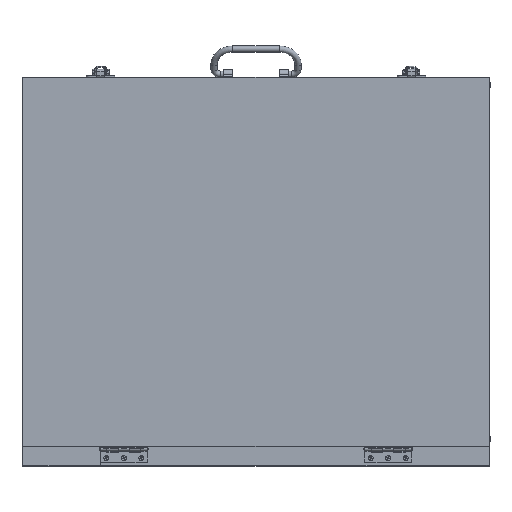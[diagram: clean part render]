
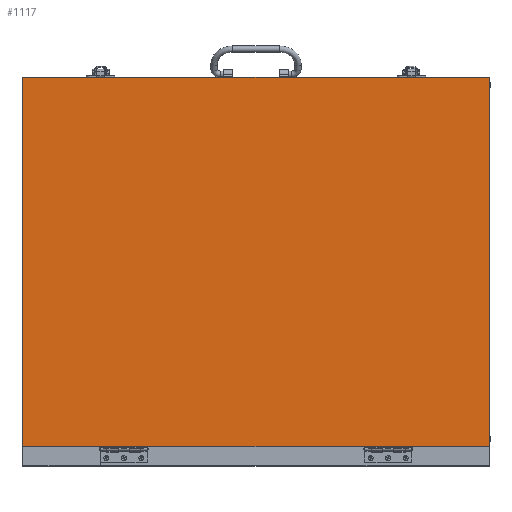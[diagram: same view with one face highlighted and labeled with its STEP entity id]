
A CAD part, top view. The second image highlights one B-rep face of the part: STEP entity #1117.
In plain terms, the highlighted planar face has unit normal (0, 0, 1).
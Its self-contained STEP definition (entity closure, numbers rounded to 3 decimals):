
#1008 = VERTEX_POINT('',#1009);
#1009 = CARTESIAN_POINT('',(300.,250.,58.));
#1015 = EDGE_CURVE('',#1016,#1008,#1018,.T.);
#1016 = VERTEX_POINT('',#1017);
#1017 = CARTESIAN_POINT('',(300.,-225.,58.));
#1018 = LINE('',#1019,#1020);
#1019 = CARTESIAN_POINT('',(300.,-225.,58.));
#1020 = VECTOR('',#1021,1.);
#1021 = DIRECTION('',(0.,1.,0.));
#1046 = EDGE_CURVE('',#1047,#1016,#1049,.T.);
#1047 = VERTEX_POINT('',#1048);
#1048 = CARTESIAN_POINT('',(-300.,-225.,58.));
#1049 = LINE('',#1050,#1051);
#1050 = CARTESIAN_POINT('',(-300.,-225.,58.));
#1051 = VECTOR('',#1052,1.);
#1052 = DIRECTION('',(1.,0.,0.));
#1077 = EDGE_CURVE('',#1078,#1047,#1080,.T.);
#1078 = VERTEX_POINT('',#1079);
#1079 = CARTESIAN_POINT('',(-300.,250.,58.));
#1080 = LINE('',#1081,#1082);
#1081 = CARTESIAN_POINT('',(-300.,250.,58.));
#1082 = VECTOR('',#1083,1.);
#1083 = DIRECTION('',(0.,-1.,0.));
#1106 = EDGE_CURVE('',#1008,#1078,#1107,.T.);
#1107 = LINE('',#1108,#1109);
#1108 = CARTESIAN_POINT('',(300.,250.,58.));
#1109 = VECTOR('',#1110,1.);
#1110 = DIRECTION('',(-1.,0.,0.));
#1117 = ADVANCED_FACE('',(#1118),#1124,.T.);
#1118 = FACE_BOUND('',#1119,.T.);
#1119 = EDGE_LOOP('',(#1120,#1121,#1122,#1123));
#1120 = ORIENTED_EDGE('',*,*,#1106,.T.);
#1121 = ORIENTED_EDGE('',*,*,#1077,.T.);
#1122 = ORIENTED_EDGE('',*,*,#1046,.T.);
#1123 = ORIENTED_EDGE('',*,*,#1015,.T.);
#1124 = PLANE('',#1125);
#1125 = AXIS2_PLACEMENT_3D('',#1126,#1127,#1128);
#1126 = CARTESIAN_POINT('',(0.,12.5,58.));
#1127 = DIRECTION('',(0.,0.,1.));
#1128 = DIRECTION('',(1.,0.,0.));
